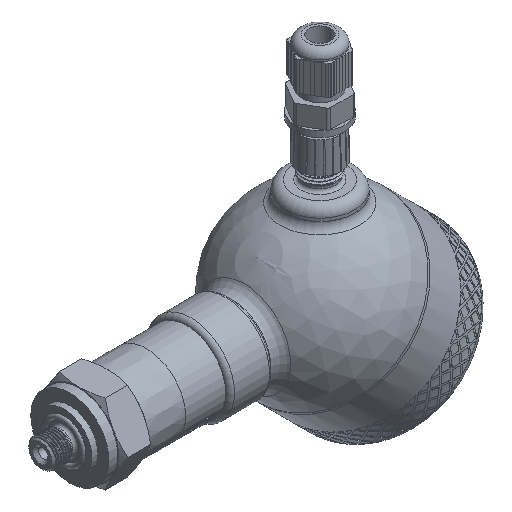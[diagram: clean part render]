
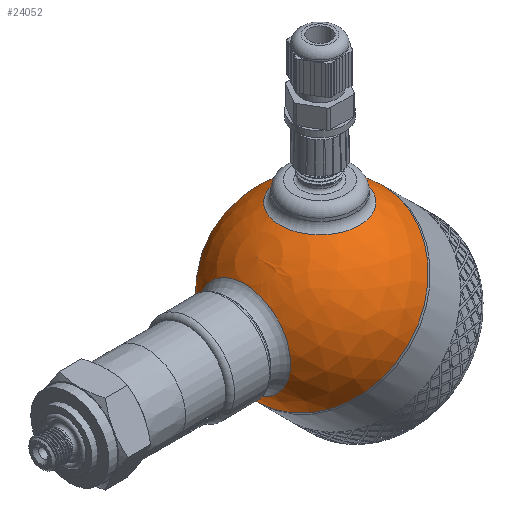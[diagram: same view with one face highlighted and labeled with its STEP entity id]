
A CAD part, isometric view. The second image highlights one B-rep face of the part: STEP entity #24052.
In plain terms, the highlighted spherical face has radius 30 mm.
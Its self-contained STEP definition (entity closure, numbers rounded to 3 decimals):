
#56=SPHERICAL_SURFACE('',#25524,30.);
#1021=FACE_BOUND('',#3452,.T.);
#1022=FACE_BOUND('',#3453,.T.);
#1880=FACE_OUTER_BOUND('',#3451,.T.);
#3451=EDGE_LOOP('',(#17552,#17553,#17554,#17555));
#3452=EDGE_LOOP('',(#17556));
#3453=EDGE_LOOP('',(#17557));
#4888=CIRCLE('',#25446,30.);
#4889=CIRCLE('',#25447,30.);
#4916=CIRCLE('',#25520,13.5);
#4919=CIRCLE('',#25525,30.);
#4920=CIRCLE('',#25526,15.643);
#9459=VERTEX_POINT('',#33330);
#9460=VERTEX_POINT('',#33332);
#9959=VERTEX_POINT('',#39719);
#9961=VERTEX_POINT('',#39726);
#9962=VERTEX_POINT('',#39728);
#12040=EDGE_CURVE('',#9459,#9460,#4888,.T.);
#12041=EDGE_CURVE('',#9460,#9459,#4889,.T.);
#12792=EDGE_CURVE('',#9959,#9959,#4916,.T.);
#12795=EDGE_CURVE('',#9460,#9961,#4919,.T.);
#12796=EDGE_CURVE('',#9962,#9962,#4920,.T.);
#17552=ORIENTED_EDGE('',*,*,#12041,.F.);
#17553=ORIENTED_EDGE('',*,*,#12795,.T.);
#17554=ORIENTED_EDGE('',*,*,#12795,.F.);
#17555=ORIENTED_EDGE('',*,*,#12040,.F.);
#17556=ORIENTED_EDGE('',*,*,#12796,.F.);
#17557=ORIENTED_EDGE('',*,*,#12792,.F.);
#24052=ADVANCED_FACE('',(#1880,#1021,#1022),#56,.T.);
#25446=AXIS2_PLACEMENT_3D('',#33333,#26791,#26792);
#25447=AXIS2_PLACEMENT_3D('',#33334,#26793,#26794);
#25520=AXIS2_PLACEMENT_3D('',#39720,#27203,#27204);
#25524=AXIS2_PLACEMENT_3D('',#39725,#27211,#27212);
#25525=AXIS2_PLACEMENT_3D('',#39727,#27213,#27214);
#25526=AXIS2_PLACEMENT_3D('',#39729,#27215,#27216);
#26791=DIRECTION('center_axis',(1.,0.,0.));
#26792=DIRECTION('ref_axis',(0.,1.,0.));
#26793=DIRECTION('center_axis',(1.,0.,0.));
#26794=DIRECTION('ref_axis',(0.,1.,0.));
#27203=DIRECTION('center_axis',(-0.707,0.,-0.707));
#27204=DIRECTION('ref_axis',(-0.707,0.,0.707));
#27211=DIRECTION('center_axis',(1.,0.,0.));
#27212=DIRECTION('ref_axis',(0.,-1.,0.));
#27213=DIRECTION('center_axis',(0.,0.,1.));
#27214=DIRECTION('ref_axis',(0.,1.,0.));
#27215=DIRECTION('center_axis',(-0.707,0.,0.707));
#27216=DIRECTION('ref_axis',(0.707,0.,0.707));
#33330=CARTESIAN_POINT('',(0.,-30.,0.));
#33332=CARTESIAN_POINT('',(0.,30.,0.));
#33333=CARTESIAN_POINT('Origin',(0.,0.,0.));
#33334=CARTESIAN_POINT('Origin',(0.,0.,0.));
#39719=CARTESIAN_POINT('',(-9.398,0.,-28.49));
#39720=CARTESIAN_POINT('Origin',(-18.944,0.,-18.944));
#39725=CARTESIAN_POINT('Origin',(0.,0.,0.));
#39726=CARTESIAN_POINT('',(-30.,0.,0.));
#39727=CARTESIAN_POINT('Origin',(0.,0.,0.));
#39728=CARTESIAN_POINT('',(-29.162,0.,7.04));
#39729=CARTESIAN_POINT('Origin',(-18.101,0.,18.101));
